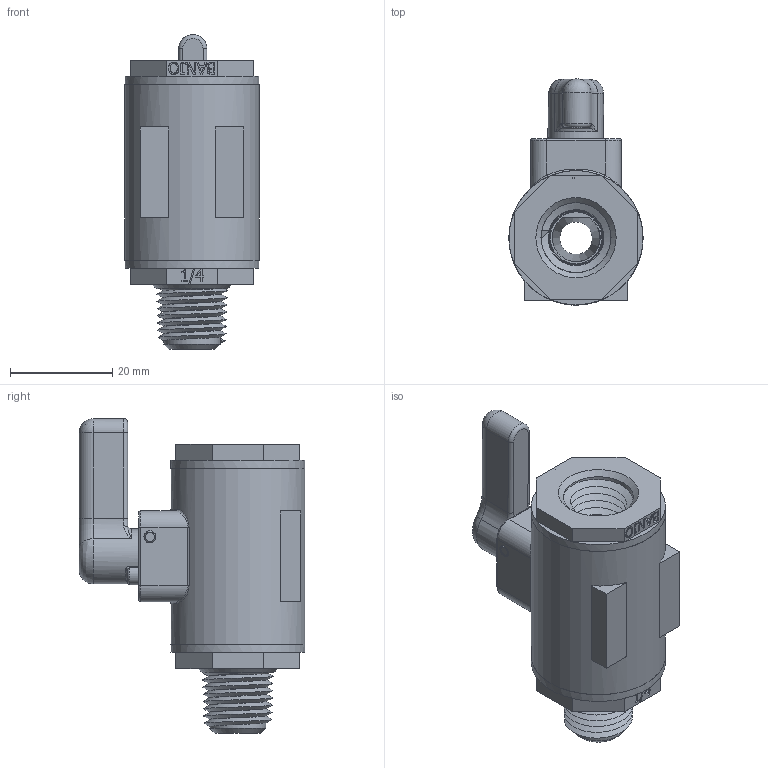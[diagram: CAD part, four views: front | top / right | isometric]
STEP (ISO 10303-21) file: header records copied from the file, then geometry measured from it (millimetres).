
FILE_DESCRIPTION((''),'2;1');
FILE_NAME('LV025MTV.stp','2012-09-12T10:40:22',('areid'),(''),'Autodesk Inventor 2012','Autodesk Inventor 2012','');
FILE_SCHEMA(('AUTOMOTIVE_DESIGN { 1 0 10303 214 1 1 1 1 }'));
Length unit declared in the file: inch
Products named in the file (10): LV025MTV; LV038SUBV; LV03254A; AQ010V; LV02153B; LEV03255; WS10002; LV03258V; LV02256; LVMT02256
Assembly tree (10 placements, depth 3):
  LV025MTV
    LV038SUBV
      LV03254A
      AQ010V
      LV02153B
      LEV03255
      WS10002
    LV03258V  x2
    LV02256
    LVMT02256
Bounding box: 26.29 x 44.26 x 61.65 mm (x, y, z)
Volume: 24179 mm3; surface area: 17496.4 mm2
Topology: 9 solids, 9 shells, 667 faces, 1638 edges, 1032 vertices
Faces by surface type: plane 312, bspline 145, cylinder 106, torus 49, cone 45, sphere 10
Full cylindrical faces by diameter (mm): 1.524 x4, 2.362 x3, 6.35 x1, 6.375 x1, 9.347 x1, 9.449 x1, 9.525 x1, 9.55 x1, 10.16 x1, 10.693 x2, 10.795 x1, 19.939 x2, 20.625 x2, 21.082 x2, 21.463 x2, 23.368 x2, 26.289 x3
Entity records: 24740 total; most frequent: CARTESIAN_POINT 10520, ORIENTED_EDGE 2994, DIRECTION 2511, EDGE_CURVE 1497, VERTEX_POINT 983, AXIS2_PLACEMENT_3D 888, EDGE_LOOP 778, VECTOR 735
